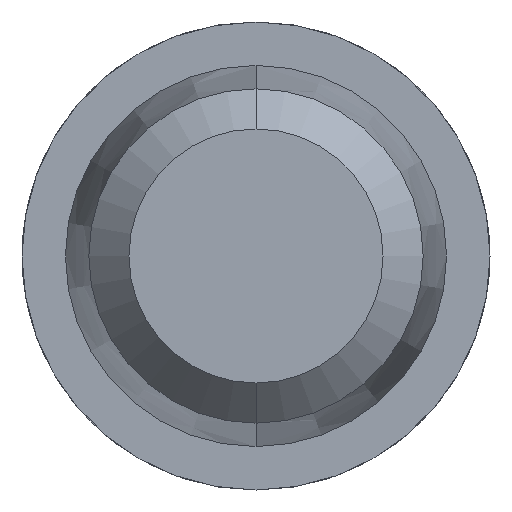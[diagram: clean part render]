
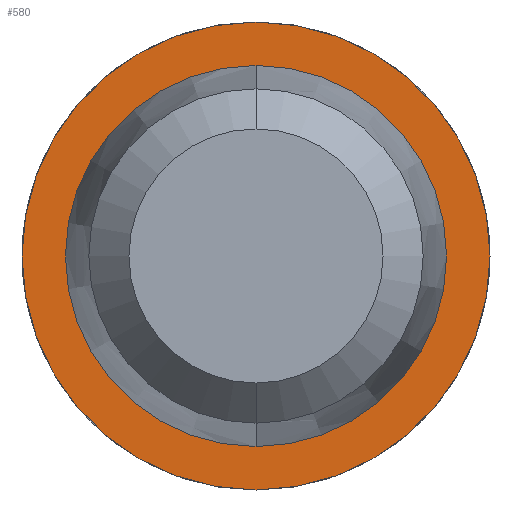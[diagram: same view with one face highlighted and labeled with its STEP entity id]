
A CAD part, front view. The second image highlights one B-rep face of the part: STEP entity #580.
In plain terms, the highlighted planar face has unit normal (0, -1, 0).
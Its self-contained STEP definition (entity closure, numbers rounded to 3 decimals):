
#56 = VERTEX_POINT ( 'NONE', #117 ) ;
#117 = CARTESIAN_POINT ( 'NONE',  ( 0., 26., 0.7 ) ) ;
#213 = AXIS2_PLACEMENT_3D ( 'NONE', #2068, #2052, #4485 ) ;
#296 = CARTESIAN_POINT ( 'NONE',  ( 0., 26., 0. ) ) ;
#336 = EDGE_CURVE ( 'Defeature ausgef�hrt2_10+Defeature ausgef�hrt2_11+Defeature ausgef�hrt2_11+Defeature ausgef�hrt2_11', #2213, #56, #2293, .T. ) ;
#354 = CARTESIAN_POINT ( 'NONE',  ( 0., 26., -0.7 ) ) ;
#442 = EDGE_CURVE ( 'Defeature ausgef�hrt2_10+Defeature ausgef�hrt2_11+Defeature ausgef�hrt2_11+Defeature ausgef�hrt2_11', #56, #2213, #1254, .T. ) ;
#580 = ADVANCED_FACE ( 'Defeature ausgef�hrt2_10', ( #925, #1744 ), #660, .T. ) ;
#660 = PLANE ( 'NONE',  #213 ) ;
#765 = AXIS2_PLACEMENT_3D ( 'NONE', #778, #3549, #3236 ) ;
#778 = CARTESIAN_POINT ( 'NONE',  ( 0., 26., 0. ) ) ;
#925 = FACE_OUTER_BOUND ( 'NONE', #4085, .T. ) ;
#1007 = DIRECTION ( 'NONE',  ( 0., -1., 0. ) ) ;
#1030 = ORIENTED_EDGE ( 'NONE', *, *, #442, .T. ) ;
#1254 = CIRCLE ( 'NONE', #4044, 0.7 ) ;
#1358 = CIRCLE ( 'NONE', #3831, 0.57 ) ;
#1744 = FACE_BOUND ( 'NONE', #1832, .T. ) ;
#1832 = EDGE_LOOP ( 'NONE', ( #3094, #2167 ) ) ;
#1987 = DIRECTION ( 'NONE',  ( 0., -1., 0. ) ) ;
#2052 = DIRECTION ( 'NONE',  ( 0., -1., 0. ) ) ;
#2068 = CARTESIAN_POINT ( 'NONE',  ( 0.57, 26., 0. ) ) ;
#2083 = VERTEX_POINT ( 'NONE', #3777 ) ;
#2167 = ORIENTED_EDGE ( 'NONE', *, *, #3132, .F. ) ;
#2213 = VERTEX_POINT ( 'NONE', #354 ) ;
#2242 = DIRECTION ( 'NONE',  ( 0., -1., 0. ) ) ;
#2293 = CIRCLE ( 'NONE', #3351, 0.7 ) ;
#2416 = VERTEX_POINT ( 'NONE', #2424 ) ;
#2424 = CARTESIAN_POINT ( 'NONE',  ( 0., 26., 0.57 ) ) ;
#2486 = EDGE_CURVE ( 'Defeature ausgef�hrt2_9+Defeature ausgef�hrt2_10+Defeature ausgef�hrt2_10+Defeature ausgef�hrt2_10', #2416, #2083, #4098, .T. ) ;
#2821 = CARTESIAN_POINT ( 'NONE',  ( 0., 26., 0. ) ) ;
#2931 = CARTESIAN_POINT ( 'NONE',  ( 0., 26., 0. ) ) ;
#3094 = ORIENTED_EDGE ( 'NONE', *, *, #2486, .F. ) ;
#3132 = EDGE_CURVE ( 'Defeature ausgef�hrt2_9+Defeature ausgef�hrt2_10+Defeature ausgef�hrt2_10+Defeature ausgef�hrt2_10', #2083, #2416, #1358, .T. ) ;
#3140 = DIRECTION ( 'NONE',  ( 0., 0., -1. ) ) ;
#3236 = DIRECTION ( 'NONE',  ( 0., 0., -1. ) ) ;
#3351 = AXIS2_PLACEMENT_3D ( 'NONE', #2821, #1007, #3140 ) ;
#3549 = DIRECTION ( 'NONE',  ( 0., -1., 0. ) ) ;
#3572 = ORIENTED_EDGE ( 'NONE', *, *, #336, .T. ) ;
#3604 = DIRECTION ( 'NONE',  ( 0., 0., -1. ) ) ;
#3777 = CARTESIAN_POINT ( 'NONE',  ( 0., 26., -0.57 ) ) ;
#3831 = AXIS2_PLACEMENT_3D ( 'NONE', #2931, #2242, #3604 ) ;
#4044 = AXIS2_PLACEMENT_3D ( 'NONE', #296, #1987, #4446 ) ;
#4085 = EDGE_LOOP ( 'NONE', ( #3572, #1030 ) ) ;
#4098 = CIRCLE ( 'NONE', #765, 0.57 ) ;
#4446 = DIRECTION ( 'NONE',  ( 0., 0., -1. ) ) ;
#4485 = DIRECTION ( 'NONE',  ( 0., 0., -1. ) ) ;
